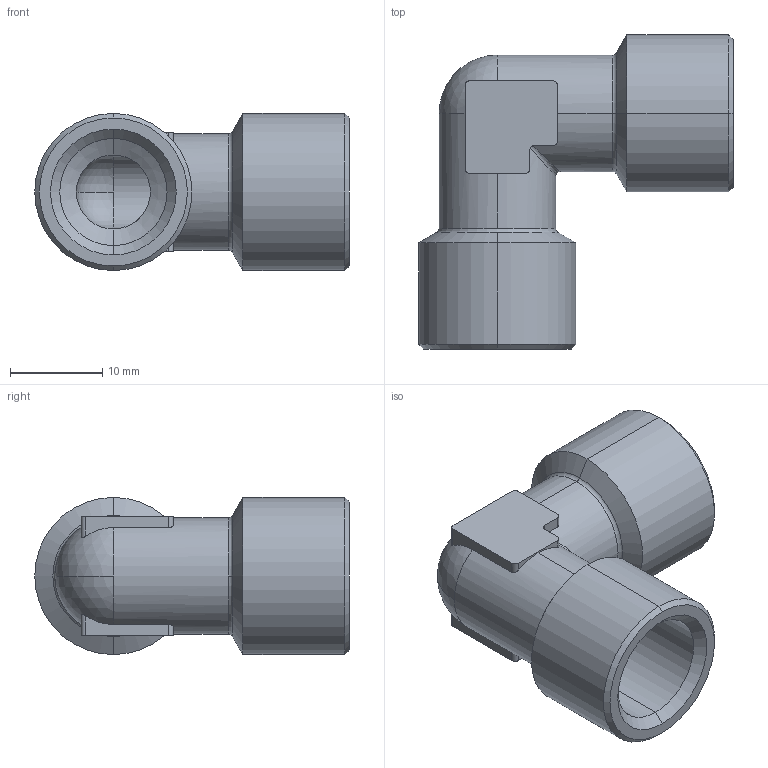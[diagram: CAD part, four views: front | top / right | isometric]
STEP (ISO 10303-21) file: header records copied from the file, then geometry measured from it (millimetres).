
FILE_DESCRIPTION (( 'STEP AP203' ), '1' );
FILE_NAME ('05110002.STEP', '2010-09-13T08:52:58', ( 'Flavio' ), ( '' ), 'SwSTEP 2.0', 'SolidWorks 2009', '' );
FILE_SCHEMA (( 'CONFIG_CONTROL_DESIGN' ));
Length unit declared in the file: millimetre
Products named in the file (1): 05110002
Bounding box: 34 x 34 x 17 mm (x, y, z)
Volume: 4988.6 mm3; surface area: 4262.7 mm2
Topology: 1 solids, 1 shells, 69 faces, 175 edges, 106 vertices
Faces by surface type: cylinder 28, cone 16, plane 16, torus 4, sphere 4, bspline 1
Entity records: 2369 total; most frequent: CARTESIAN_POINT 620, DIRECTION 370, ORIENTED_EDGE 346, EDGE_CURVE 173, AXIS2_PLACEMENT_3D 147, VERTEX_POINT 106, CIRCLE 78, VECTOR 76
